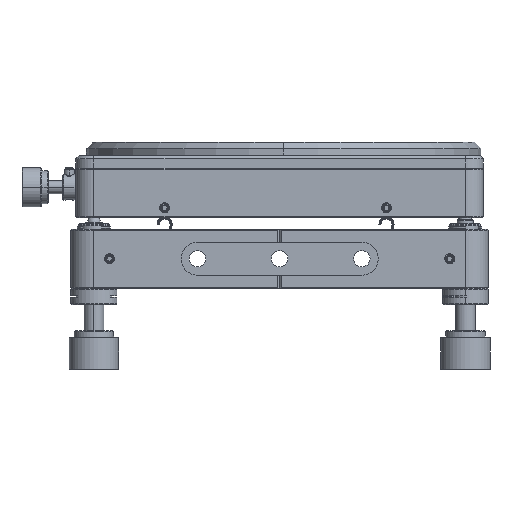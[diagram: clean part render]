
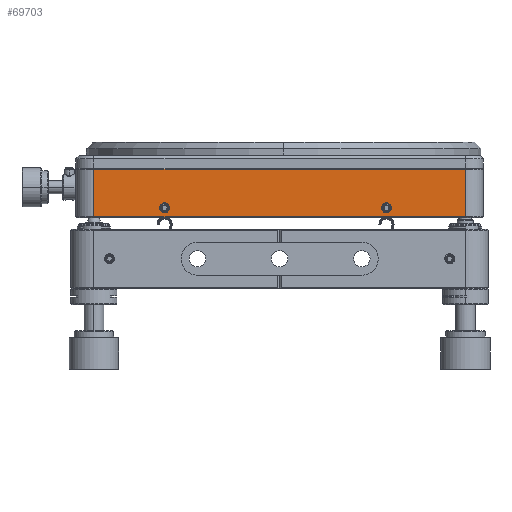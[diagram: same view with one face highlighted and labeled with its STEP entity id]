
A CAD part, front view. The second image highlights one B-rep face of the part: STEP entity #69703.
In plain terms, the highlighted planar face has unit normal (0, -1, 0).
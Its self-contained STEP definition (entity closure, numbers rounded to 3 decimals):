
#1491 = DIRECTION ( 'NONE',  ( 1., 0., 0. ) ) ;
#2590 = EDGE_CURVE ( 'NONE', #77727, #34821, #144514, .T. ) ;
#6486 = EDGE_CURVE ( 'NONE', #77727, #54358, #115079, .T. ) ;
#8005 = CARTESIAN_POINT ( 'NONE',  ( 31.25, -62., 15.5 ) ) ;
#9249 = EDGE_LOOP ( 'NONE', ( #93447, #89529, #44872, #132132 ) ) ;
#10542 = DIRECTION ( 'NONE',  ( 0., 1., 0. ) ) ;
#10944 = EDGE_LOOP ( 'NONE', ( #124752, #137322 ) ) ;
#13029 = DIRECTION ( 'NONE',  ( 0., 1., 0. ) ) ;
#16146 = DIRECTION ( 'NONE',  ( 0., 0., -1. ) ) ;
#29111 = VERTEX_POINT ( 'NONE', #142011 ) ;
#29163 = CARTESIAN_POINT ( 'NONE',  ( 56.5, -62., 27.5 ) ) ;
#29166 = EDGE_CURVE ( 'NONE', #134900, #34821, #42153, .T. ) ;
#31454 = DIRECTION ( 'NONE',  ( 0., 0., 1. ) ) ;
#31455 = AXIS2_PLACEMENT_3D ( 'NONE', #81922, #10542, #112074 ) ;
#31857 = AXIS2_PLACEMENT_3D ( 'NONE', #110910, #38802, #50326 ) ;
#32528 = CARTESIAN_POINT ( 'NONE',  ( -62., -62., 27.25 ) ) ;
#32803 = FACE_OUTER_BOUND ( 'NONE', #9249, .T. ) ;
#33127 = CARTESIAN_POINT ( 'NONE',  ( 32.5, -62., 15.5 ) ) ;
#34821 = VERTEX_POINT ( 'NONE', #139862 ) ;
#35839 = FACE_BOUND ( 'NONE', #10944, .T. ) ;
#37789 = CIRCLE ( 'NONE', #123533, 1.25 ) ;
#38802 = DIRECTION ( 'NONE',  ( 0., 1., 0. ) ) ;
#41649 = CARTESIAN_POINT ( 'NONE',  ( -62., -62., 12.75 ) ) ;
#42153 = LINE ( 'NONE', #29163, #117042 ) ;
#42392 = DIRECTION ( 'NONE',  ( 1., 0., 0. ) ) ;
#44872 = ORIENTED_EDGE ( 'NONE', *, *, #45927, .F. ) ;
#45927 = EDGE_CURVE ( 'NONE', #54358, #134900, #90868, .T. ) ;
#46124 = CARTESIAN_POINT ( 'NONE',  ( 33.75, -62., 15.5 ) ) ;
#50155 = VECTOR ( 'NONE', #31454, 1000. ) ;
#50326 = DIRECTION ( 'NONE',  ( 1., 0., 0. ) ) ;
#53760 = CIRCLE ( 'NONE', #112593, 1.25 ) ;
#54358 = VERTEX_POINT ( 'NONE', #57323 ) ;
#57323 = CARTESIAN_POINT ( 'NONE',  ( -56.5, -62., 27.25 ) ) ;
#59495 = VERTEX_POINT ( 'NONE', #140028 ) ;
#69703 = ADVANCED_FACE ( 'NONE', ( #32803, #127180, #35839 ), #104171, .F. ) ;
#75545 = ORIENTED_EDGE ( 'NONE', *, *, #146024, .T. ) ;
#77727 = VERTEX_POINT ( 'NONE', #125764 ) ;
#79001 = EDGE_LOOP ( 'NONE', ( #129992, #75545 ) ) ;
#79142 = VECTOR ( 'NONE', #42392, 1000. ) ;
#81922 = CARTESIAN_POINT ( 'NONE',  ( -62., -62., 27.5 ) ) ;
#83930 = DIRECTION ( 'NONE',  ( 1., 0., 0. ) ) ;
#87527 = EDGE_CURVE ( 'NONE', #141359, #111691, #37789, .T. ) ;
#89529 = ORIENTED_EDGE ( 'NONE', *, *, #29166, .F. ) ;
#90689 = DIRECTION ( 'NONE',  ( 1., 0., 0. ) ) ;
#90690 = CIRCLE ( 'NONE', #132349, 1.25 ) ;
#90868 = LINE ( 'NONE', #32528, #96204 ) ;
#91630 = DIRECTION ( 'NONE',  ( 1., 0., 0. ) ) ;
#93447 = ORIENTED_EDGE ( 'NONE', *, *, #2590, .T. ) ;
#93904 = CARTESIAN_POINT ( 'NONE',  ( 32.5, -62., 15.5 ) ) ;
#95729 = EDGE_CURVE ( 'NONE', #29111, #59495, #53760, .T. ) ;
#96204 = VECTOR ( 'NONE', #91630, 1000. ) ;
#98064 = CIRCLE ( 'NONE', #31857, 1.25 ) ;
#100556 = CARTESIAN_POINT ( 'NONE',  ( -56.5, -62., 27.5 ) ) ;
#104171 = PLANE ( 'NONE',  #31455 ) ;
#110910 = CARTESIAN_POINT ( 'NONE',  ( -35., -62., 15.5 ) ) ;
#111172 = CARTESIAN_POINT ( 'NONE',  ( 56.5, -62., 27.25 ) ) ;
#111691 = VERTEX_POINT ( 'NONE', #8005 ) ;
#112074 = DIRECTION ( 'NONE',  ( -1., 0., 0. ) ) ;
#112593 = AXIS2_PLACEMENT_3D ( 'NONE', #151137, #13029, #1491 ) ;
#115079 = LINE ( 'NONE', #100556, #50155 ) ;
#117042 = VECTOR ( 'NONE', #16146, 1000. ) ;
#119926 = EDGE_CURVE ( 'NONE', #111691, #141359, #90690, .T. ) ;
#123533 = AXIS2_PLACEMENT_3D ( 'NONE', #33127, #150514, #90689 ) ;
#124752 = ORIENTED_EDGE ( 'NONE', *, *, #87527, .T. ) ;
#125764 = CARTESIAN_POINT ( 'NONE',  ( -56.5, -62., 12.75 ) ) ;
#127180 = FACE_BOUND ( 'NONE', #79001, .T. ) ;
#129183 = DIRECTION ( 'NONE',  ( 0., 1., 0. ) ) ;
#129992 = ORIENTED_EDGE ( 'NONE', *, *, #95729, .T. ) ;
#132132 = ORIENTED_EDGE ( 'NONE', *, *, #6486, .F. ) ;
#132349 = AXIS2_PLACEMENT_3D ( 'NONE', #93904, #129183, #83930 ) ;
#134900 = VERTEX_POINT ( 'NONE', #111172 ) ;
#137322 = ORIENTED_EDGE ( 'NONE', *, *, #119926, .T. ) ;
#139862 = CARTESIAN_POINT ( 'NONE',  ( 56.5, -62., 12.75 ) ) ;
#140028 = CARTESIAN_POINT ( 'NONE',  ( -36.25, -62., 15.5 ) ) ;
#141359 = VERTEX_POINT ( 'NONE', #46124 ) ;
#142011 = CARTESIAN_POINT ( 'NONE',  ( -33.75, -62., 15.5 ) ) ;
#144514 = LINE ( 'NONE', #41649, #79142 ) ;
#146024 = EDGE_CURVE ( 'NONE', #59495, #29111, #98064, .T. ) ;
#150514 = DIRECTION ( 'NONE',  ( 0., 1., 0. ) ) ;
#151137 = CARTESIAN_POINT ( 'NONE',  ( -35., -62., 15.5 ) ) ;
